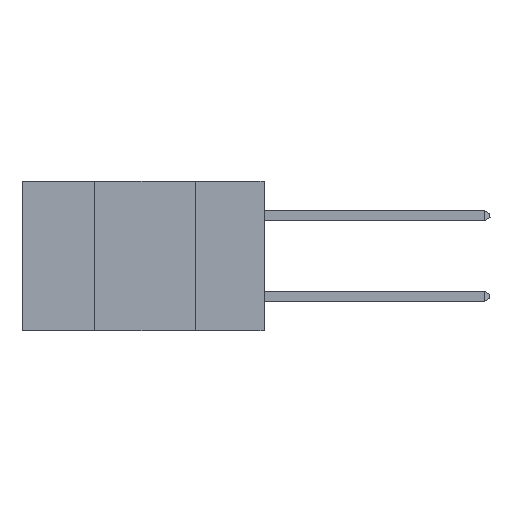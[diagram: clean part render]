
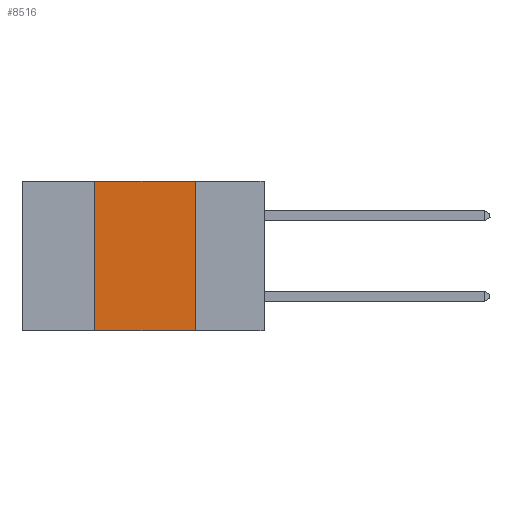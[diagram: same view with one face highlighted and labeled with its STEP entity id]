
A CAD part, left-side view. The second image highlights one B-rep face of the part: STEP entity #8516.
In plain terms, the highlighted planar face has unit normal (-1, 0, 0).
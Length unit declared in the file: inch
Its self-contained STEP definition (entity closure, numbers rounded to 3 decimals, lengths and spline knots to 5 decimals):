
#86 = ORIENTED_EDGE ( 'NONE', *, *, #5549, .F. ) ;
#159 = EDGE_CURVE ( 'NONE', #5994, #270, #4919, .T. ) ;
#270 = VERTEX_POINT ( 'NONE', #6005 ) ;
#395 = CARTESIAN_POINT ( 'NONE',  ( 0., 0.17, 0. ) ) ;
#490 = FACE_OUTER_BOUND ( 'NONE', #2440, .T. ) ;
#1474 = DIRECTION ( 'NONE',  ( 0., -1., 0. ) ) ;
#1694 = VECTOR ( 'NONE', #1474, 39.37008 ) ;
#1886 = DIRECTION ( 'NONE',  ( 0., -1., 0. ) ) ;
#1931 = VERTEX_POINT ( 'NONE', #5028 ) ;
#2059 = ORIENTED_EDGE ( 'NONE', *, *, #9966, .F. ) ;
#2099 = CARTESIAN_POINT ( 'NONE',  ( 0., 0.42, 0. ) ) ;
#2291 = LINE ( 'NONE', #395, #6659 ) ;
#2417 = ORIENTED_EDGE ( 'NONE', *, *, #2789, .F. ) ;
#2440 = EDGE_LOOP ( 'NONE', ( #2417, #2059, #86, #7978 ) ) ;
#2789 = EDGE_CURVE ( 'NONE', #1931, #270, #2291, .T. ) ;
#2991 = VERTEX_POINT ( 'NONE', #2099 ) ;
#3612 = PLANE ( 'NONE',  #5775 ) ;
#3675 = DIRECTION ( 'NONE',  ( 0., 0., -1. ) ) ;
#3689 = VECTOR ( 'NONE', #1886, 39.37008 ) ;
#3943 = CARTESIAN_POINT ( 'NONE',  ( 0., 0.42, -0.37 ) ) ;
#4919 = LINE ( 'NONE', #8150, #3689 ) ;
#5028 = CARTESIAN_POINT ( 'NONE',  ( 0., 0.17, 0. ) ) ;
#5142 = CARTESIAN_POINT ( 'NONE',  ( 0., 0.6, 0. ) ) ;
#5549 = EDGE_CURVE ( 'NONE', #5994, #2991, #9634, .T. ) ;
#5775 = AXIS2_PLACEMENT_3D ( 'NONE', #5142, #5907, #3675 ) ;
#5907 = DIRECTION ( 'NONE',  ( 1., 0., 0. ) ) ;
#5994 = VERTEX_POINT ( 'NONE', #3943 ) ;
#6005 = CARTESIAN_POINT ( 'NONE',  ( 0., 0.17, -0.37 ) ) ;
#6512 = DIRECTION ( 'NONE',  ( 0., 0., 1. ) ) ;
#6659 = VECTOR ( 'NONE', #6819, 39.37008 ) ;
#6819 = DIRECTION ( 'NONE',  ( 0., 0., -1. ) ) ;
#6904 = CARTESIAN_POINT ( 'NONE',  ( 0., 0.6, 0. ) ) ;
#7224 = CARTESIAN_POINT ( 'NONE',  ( 0., 0.42, 0. ) ) ;
#7545 = VECTOR ( 'NONE', #6512, 39.37008 ) ;
#7978 = ORIENTED_EDGE ( 'NONE', *, *, #159, .T. ) ;
#8150 = CARTESIAN_POINT ( 'NONE',  ( 0., 0.6, -0.37 ) ) ;
#8516 = ADVANCED_FACE ( 'NONE', ( #490 ), #3612, .F. ) ;
#8902 = LINE ( 'NONE', #6904, #1694 ) ;
#9634 = LINE ( 'NONE', #7224, #7545 ) ;
#9966 = EDGE_CURVE ( 'NONE', #2991, #1931, #8902, .T. ) ;
